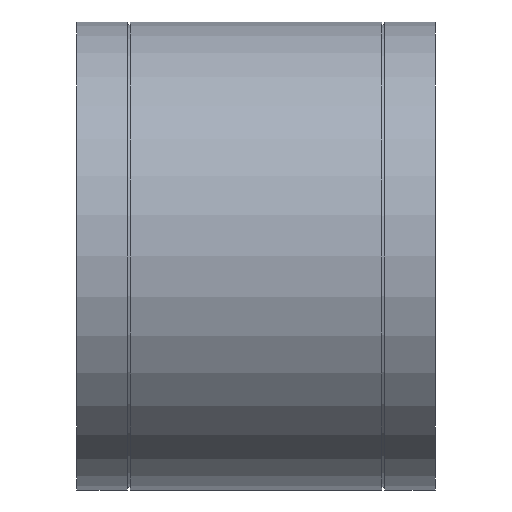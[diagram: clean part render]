
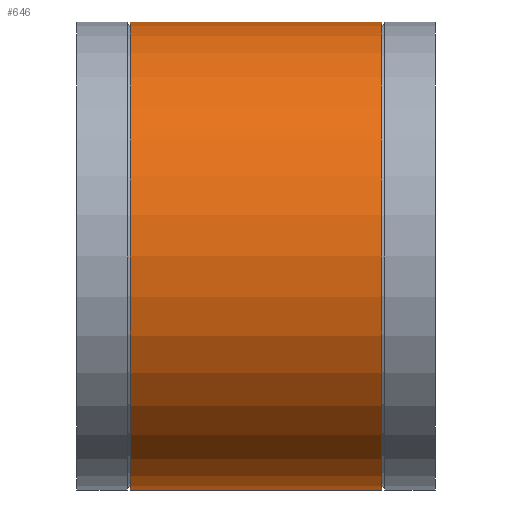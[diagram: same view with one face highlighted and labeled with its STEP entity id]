
A CAD part, front view. The second image highlights one B-rep face of the part: STEP entity #646.
In plain terms, the highlighted cylindrical face has radius 4 mm (diameter 8.001 mm), a partial arc.
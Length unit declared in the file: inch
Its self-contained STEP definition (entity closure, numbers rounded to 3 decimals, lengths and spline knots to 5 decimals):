
#4 = ORIENTED_EDGE ( 'NONE', *, *, #102, .F. ) ;
#16 = VERTEX_POINT ( 'NONE', #373 ) ;
#84 = EDGE_CURVE ( 'NONE', #628, #201, #452, .T. ) ;
#90 = CARTESIAN_POINT ( 'NONE',  ( 0.17525, 0., -0.1575 ) ) ;
#95 = EDGE_CURVE ( 'NONE', #16, #201, #494, .T. ) ;
#96 = EDGE_CURVE ( 'NONE', #328, #628, #495, .T. ) ;
#102 = EDGE_CURVE ( 'NONE', #328, #16, #568, .T. ) ;
#187 = AXIS2_PLACEMENT_3D ( 'NONE', #257, #220, #507 ) ;
#191 = ORIENTED_EDGE ( 'NONE', *, *, #96, .T. ) ;
#201 = VERTEX_POINT ( 'NONE', #90 ) ;
#206 = ORIENTED_EDGE ( 'NONE', *, *, #84, .T. ) ;
#220 = DIRECTION ( 'NONE',  ( 1., 0., 0. ) ) ;
#227 = DIRECTION ( 'NONE',  ( 1., 0., 0. ) ) ;
#230 = DIRECTION ( 'NONE',  ( 1., 0., 0. ) ) ;
#257 = CARTESIAN_POINT ( 'NONE',  ( -0.02938, 0., 0. ) ) ;
#268 = ORIENTED_EDGE ( 'NONE', *, *, #95, .F. ) ;
#278 = CARTESIAN_POINT ( 'NONE',  ( 0.17525, 0., 0. ) ) ;
#310 = VECTOR ( 'NONE', #227, 39.37008 ) ;
#325 = DIRECTION ( 'NONE',  ( 1., 0., 0. ) ) ;
#328 = VERTEX_POINT ( 'NONE', #412 ) ;
#373 = CARTESIAN_POINT ( 'NONE',  ( 0.17525, 0., 0.1575 ) ) ;
#381 = DIRECTION ( 'NONE',  ( 0., 0., -1. ) ) ;
#412 = CARTESIAN_POINT ( 'NONE',  ( 0.00625, 0., 0.1575 ) ) ;
#452 = LINE ( 'NONE', #612, #465 ) ;
#461 = FACE_OUTER_BOUND ( 'NONE', #540, .T. ) ;
#465 = VECTOR ( 'NONE', #506, 39.37008 ) ;
#476 = CARTESIAN_POINT ( 'NONE',  ( -0.02938, 0., 0.1575 ) ) ;
#494 = CIRCLE ( 'NONE', #562, 0.1575 ) ;
#495 = CIRCLE ( 'NONE', #528, 0.1575 ) ;
#506 = DIRECTION ( 'NONE',  ( 1., 0., 0. ) ) ;
#507 = DIRECTION ( 'NONE',  ( 0., 0., -1. ) ) ;
#527 = DIRECTION ( 'NONE',  ( 0., 0., -1. ) ) ;
#528 = AXIS2_PLACEMENT_3D ( 'NONE', #580, #230, #527 ) ;
#533 = CYLINDRICAL_SURFACE ( 'NONE', #187, 0.1575 ) ;
#540 = EDGE_LOOP ( 'NONE', ( #4, #191, #206, #268 ) ) ;
#562 = AXIS2_PLACEMENT_3D ( 'NONE', #278, #325, #381 ) ;
#568 = LINE ( 'NONE', #476, #310 ) ;
#580 = CARTESIAN_POINT ( 'NONE',  ( 0.00625, 0., 0. ) ) ;
#612 = CARTESIAN_POINT ( 'NONE',  ( -0.02938, 0., -0.1575 ) ) ;
#628 = VERTEX_POINT ( 'NONE', #674 ) ;
#646 = ADVANCED_FACE ( 'NONE', ( #461 ), #533, .T. ) ;
#674 = CARTESIAN_POINT ( 'NONE',  ( 0.00625, 0., -0.1575 ) ) ;
